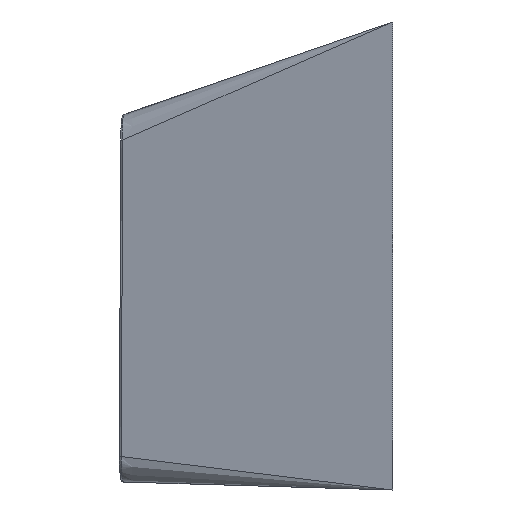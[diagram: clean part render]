
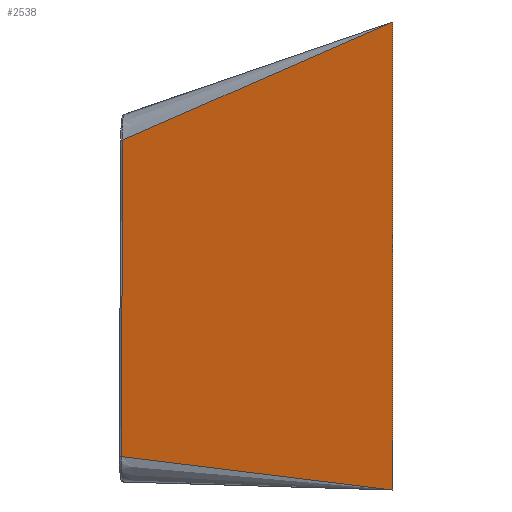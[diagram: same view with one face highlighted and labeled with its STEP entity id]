
A CAD part, left-side view. The second image highlights one B-rep face of the part: STEP entity #2538.
In plain terms, the highlighted free-form (B-spline) face has degree [3, 1] with [6, 2] control points.
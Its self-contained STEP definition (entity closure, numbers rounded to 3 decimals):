
#24 = VERTEX_POINT ( 'NONE', #2979 ) ;
#27 = ORIENTED_EDGE ( 'NONE', *, *, #2843, .F. ) ;
#34 = B_SPLINE_SURFACE_WITH_KNOTS ( 'NONE', 3, 1, ( 
 ( #947, #520 ),
 ( #1488, #532 ),
 ( #689, #2915 ),
 ( #1887, #2384 ),
 ( #2871, #1425 ),
 ( #2192, #1471 ) ),
 .UNSPECIFIED., .F., .F., .F.,
 ( 4, 2, 4 ),
 ( 2, 2 ),
 ( 0., 0.5, 1. ),
 ( 0., 1. ),
 .UNSPECIFIED. ) ;
#144 = CARTESIAN_POINT ( 'NONE',  ( 0.983, 3.879, 16.304 ) ) ;
#225 = ORIENTED_EDGE ( 'NONE', *, *, #1459, .T. ) ;
#267 = CARTESIAN_POINT ( 'NONE',  ( 2.629, 10.433, 1.284 ) ) ;
#490 = CARTESIAN_POINT ( 'NONE',  ( 2.629, 10.384, 13.46 ) ) ;
#505 = EDGE_LOOP ( 'NONE', ( #1010, #225, #665, #27 ) ) ;
#511 = CARTESIAN_POINT ( 'NONE',  ( 2.629, 10.416, 5.343 ) ) ;
#520 = CARTESIAN_POINT ( 'NONE',  ( 2.65, 10.52, 0.312 ) ) ;
#526 = B_SPLINE_CURVE_WITH_KNOTS ( 'NONE', 3,
 ( #3004, #144, #2766, #1323 ),
 .UNSPECIFIED., .F., .F.,
 ( 4, 4 ),
 ( 0., 0.991 ),
 .UNSPECIFIED. ) ;
#532 = CARTESIAN_POINT ( 'NONE',  ( 2.65, 10.51, 2.66 ) ) ;
#665 = ORIENTED_EDGE ( 'NONE', *, *, #1109, .T. ) ;
#689 = CARTESIAN_POINT ( 'NONE',  ( 0., 0., 6. ) ) ;
#745 = CARTESIAN_POINT ( 'NONE',  ( 2.629, 10.425, 3.313 ) ) ;
#774 = VERTEX_POINT ( 'NONE', #1442 ) ;
#945 = EDGE_CURVE ( 'NONE', #2785, #2270, #526, .T. ) ;
#947 = CARTESIAN_POINT ( 'NONE',  ( 0., 0., 0. ) ) ;
#1010 = ORIENTED_EDGE ( 'NONE', *, *, #945, .T. ) ;
#1029 = B_SPLINE_CURVE_WITH_KNOTS ( 'NONE', 3,
 ( #1092, #2941, #2473, #2725 ),
 .UNSPECIFIED., .F., .F.,
 ( 4, 4 ),
 ( 0.009, 1. ),
 .UNSPECIFIED. ) ;
#1092 = CARTESIAN_POINT ( 'NONE',  ( 2.629, 10.433, 1.284 ) ) ;
#1109 = EDGE_CURVE ( 'NONE', #24, #774, #1029, .T. ) ;
#1323 = CARTESIAN_POINT ( 'NONE',  ( 2.629, 10.384, 13.46 ) ) ;
#1416 = LINE ( 'NONE', #1703, #1882 ) ;
#1425 = CARTESIAN_POINT ( 'NONE',  ( 2.65, 10.471, 12.05 ) ) ;
#1442 = CARTESIAN_POINT ( 'NONE',  ( 0., 0., 0. ) ) ;
#1459 = EDGE_CURVE ( 'NONE', #2270, #24, #1994, .T. ) ;
#1471 = CARTESIAN_POINT ( 'NONE',  ( 2.65, 10.462, 14.398 ) ) ;
#1488 = CARTESIAN_POINT ( 'NONE',  ( 0., 0., 3. ) ) ;
#1557 = FACE_OUTER_BOUND ( 'NONE', #505, .T. ) ;
#1685 = CARTESIAN_POINT ( 'NONE',  ( 2.629, 10.392, 11.431 ) ) ;
#1703 = CARTESIAN_POINT ( 'NONE',  ( 0., 0., 18. ) ) ;
#1714 = DIRECTION ( 'NONE',  ( 0., 0., -1. ) ) ;
#1861 = CARTESIAN_POINT ( 'NONE',  ( 2.629, 10.384, 13.46 ) ) ;
#1882 = VECTOR ( 'NONE', #1714, 1000. ) ;
#1887 = CARTESIAN_POINT ( 'NONE',  ( 0., 0., 12. ) ) ;
#1994 = B_SPLINE_CURVE_WITH_KNOTS ( 'NONE', 3,
 ( #490, #1685, #2174, #2910, #511, #745, #267 ),
 .UNSPECIFIED., .F., .F.,
 ( 4, 3, 4 ),
 ( 0., 0.006, 0.012 ),
 .UNSPECIFIED. ) ;
#2174 = CARTESIAN_POINT ( 'NONE',  ( 2.629, 10.4, 9.401 ) ) ;
#2192 = CARTESIAN_POINT ( 'NONE',  ( 0., 0., 18. ) ) ;
#2270 = VERTEX_POINT ( 'NONE', #1861 ) ;
#2354 = CARTESIAN_POINT ( 'NONE',  ( 0., 0., 18. ) ) ;
#2384 = CARTESIAN_POINT ( 'NONE',  ( 2.65, 10.481, 9.703 ) ) ;
#2473 = CARTESIAN_POINT ( 'NONE',  ( 0.982, 3.9, 0.48 ) ) ;
#2538 = ADVANCED_FACE ( 'NONE', ( #1557 ), #34, .T. ) ;
#2725 = CARTESIAN_POINT ( 'NONE',  ( 0., 0., 0. ) ) ;
#2766 = CARTESIAN_POINT ( 'NONE',  ( 1.859, 7.34, 14.79 ) ) ;
#2785 = VERTEX_POINT ( 'NONE', #2354 ) ;
#2843 = EDGE_CURVE ( 'NONE', #2785, #774, #1416, .T. ) ;
#2871 = CARTESIAN_POINT ( 'NONE',  ( 0., 0., 15. ) ) ;
#2910 = CARTESIAN_POINT ( 'NONE',  ( 2.629, 10.408, 7.372 ) ) ;
#2915 = CARTESIAN_POINT ( 'NONE',  ( 2.65, 10.5, 5.007 ) ) ;
#2941 = CARTESIAN_POINT ( 'NONE',  ( 1.859, 7.378, 0.908 ) ) ;
#2979 = CARTESIAN_POINT ( 'NONE',  ( 2.629, 10.433, 1.284 ) ) ;
#3004 = CARTESIAN_POINT ( 'NONE',  ( 0., 0., 18. ) ) ;
